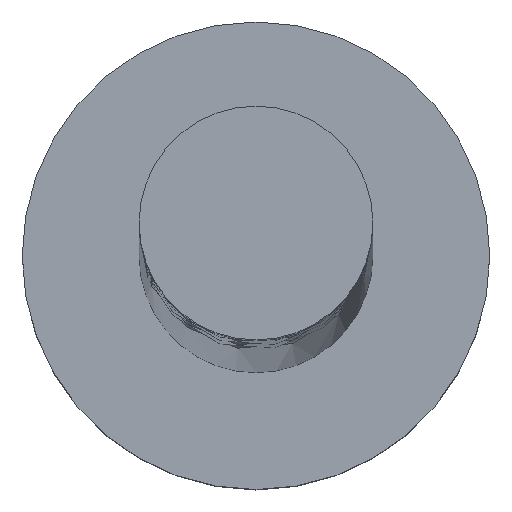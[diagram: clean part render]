
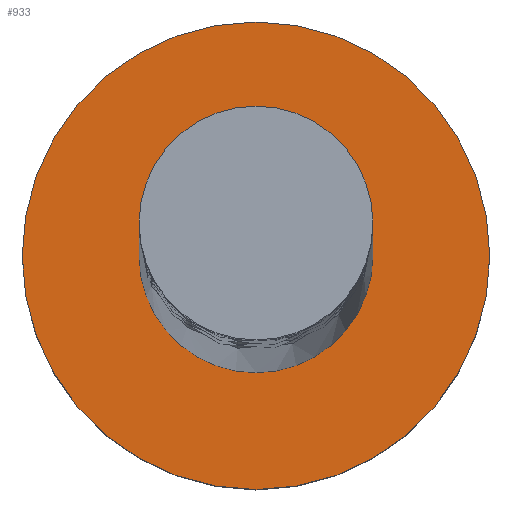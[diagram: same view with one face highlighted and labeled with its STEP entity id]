
A CAD part, top view. The second image highlights one B-rep face of the part: STEP entity #933.
In plain terms, the highlighted planar face has unit normal (0, 0, 1).
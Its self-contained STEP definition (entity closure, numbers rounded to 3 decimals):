
#4 = DIRECTION ( 'NONE',  ( 1., 0., 0. ) ) ;
#9 = CARTESIAN_POINT ( 'NONE',  ( 0., 0., 2. ) ) ;
#20 = ORIENTED_EDGE ( 'NONE', *, *, #439, .F. ) ;
#65 = DIRECTION ( 'NONE',  ( 1., 0., 0. ) ) ;
#82 = CIRCLE ( 'NONE', #1474, 1. ) ;
#124 = AXIS2_PLACEMENT_3D ( 'NONE', #9, #1408, #152 ) ;
#143 = EDGE_LOOP ( 'NONE', ( #861, #20 ) ) ;
#152 = DIRECTION ( 'NONE',  ( 1., 0., 0. ) ) ;
#184 = FACE_BOUND ( 'NONE', #143, .T. ) ;
#250 = VERTEX_POINT ( 'NONE', #360 ) ;
#280 = EDGE_LOOP ( 'NONE', ( #1030, #1331 ) ) ;
#327 = PLANE ( 'NONE',  #559 ) ;
#360 = CARTESIAN_POINT ( 'NONE',  ( -2., 0., 2. ) ) ;
#361 = CIRCLE ( 'NONE', #408, 2. ) ;
#408 = AXIS2_PLACEMENT_3D ( 'NONE', #996, #886, #688 ) ;
#439 = EDGE_CURVE ( 'NONE', #1063, #621, #82, .T. ) ;
#538 = CARTESIAN_POINT ( 'NONE',  ( 0., 0., 2. ) ) ;
#559 = AXIS2_PLACEMENT_3D ( 'NONE', #538, #1103, #65 ) ;
#621 = VERTEX_POINT ( 'NONE', #878 ) ;
#676 = EDGE_CURVE ( 'NONE', #621, #1063, #1035, .T. ) ;
#680 = DIRECTION ( 'NONE',  ( 1., 0., 0. ) ) ;
#688 = DIRECTION ( 'NONE',  ( 1., 0., 0. ) ) ;
#749 = CARTESIAN_POINT ( 'NONE',  ( 2., 0., 2. ) ) ;
#825 = CARTESIAN_POINT ( 'NONE',  ( 0., 0., 2. ) ) ;
#833 = DIRECTION ( 'NONE',  ( 0., 0., 1. ) ) ;
#861 = ORIENTED_EDGE ( 'NONE', *, *, #676, .F. ) ;
#876 = DIRECTION ( 'NONE',  ( 0., 0., 1. ) ) ;
#878 = CARTESIAN_POINT ( 'NONE',  ( -1., 0., 2. ) ) ;
#886 = DIRECTION ( 'NONE',  ( 0., 0., 1. ) ) ;
#904 = CARTESIAN_POINT ( 'NONE',  ( 1., 0., 2. ) ) ;
#933 = ADVANCED_FACE ( 'NONE', ( #184, #1322 ), #327, .T. ) ;
#996 = CARTESIAN_POINT ( 'NONE',  ( 0., 0., 2. ) ) ;
#1000 = EDGE_CURVE ( 'NONE', #250, #1315, #361, .T. ) ;
#1004 = CARTESIAN_POINT ( 'NONE',  ( 0., 0., 2. ) ) ;
#1015 = CIRCLE ( 'NONE', #1196, 2. ) ;
#1030 = ORIENTED_EDGE ( 'NONE', *, *, #1000, .T. ) ;
#1035 = CIRCLE ( 'NONE', #124, 1. ) ;
#1063 = VERTEX_POINT ( 'NONE', #904 ) ;
#1065 = EDGE_CURVE ( 'NONE', #1315, #250, #1015, .T. ) ;
#1103 = DIRECTION ( 'NONE',  ( 0., 0., 1. ) ) ;
#1196 = AXIS2_PLACEMENT_3D ( 'NONE', #1004, #876, #680 ) ;
#1315 = VERTEX_POINT ( 'NONE', #749 ) ;
#1322 = FACE_OUTER_BOUND ( 'NONE', #280, .T. ) ;
#1331 = ORIENTED_EDGE ( 'NONE', *, *, #1065, .T. ) ;
#1408 = DIRECTION ( 'NONE',  ( 0., 0., 1. ) ) ;
#1474 = AXIS2_PLACEMENT_3D ( 'NONE', #825, #833, #4 ) ;
